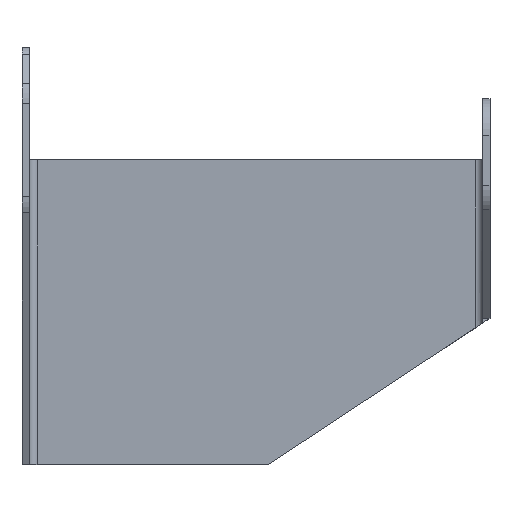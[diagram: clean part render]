
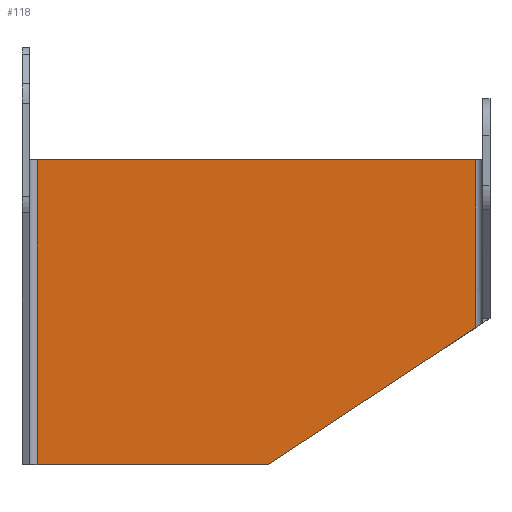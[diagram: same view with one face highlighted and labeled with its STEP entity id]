
A CAD part, top view. The second image highlights one B-rep face of the part: STEP entity #118.
In plain terms, the highlighted planar face has unit normal (-0.054, 0, 0.999).
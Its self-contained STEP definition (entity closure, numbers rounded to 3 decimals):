
#118=ADVANCED_FACE('',(#238),#239,.T.);
#238=FACE_OUTER_BOUND('',#353,.T.);
#239=PLANE('',#354);
#353=EDGE_LOOP('',(#644,#645,#646,#647,#648));
#354=AXIS2_PLACEMENT_3D('',#649,#650,#651);
#644=ORIENTED_EDGE('',*,*,#775,.T.);
#645=ORIENTED_EDGE('',*,*,#813,.F.);
#646=ORIENTED_EDGE('',*,*,#814,.F.);
#647=ORIENTED_EDGE('',*,*,#810,.T.);
#648=ORIENTED_EDGE('',*,*,#794,.T.);
#649=CARTESIAN_POINT('',(62258.184,1270.0,-142245.042));
#650=DIRECTION('',(-0.054,0.0,0.999));
#651=DIRECTION('',(-0.999,0.0,-0.054));
#775=EDGE_CURVE('',#948,#949,#950,.T.);
#794=EDGE_CURVE('',#978,#948,#979,.T.);
#810=EDGE_CURVE('',#999,#978,#1000,.T.);
#813=EDGE_CURVE('',#1003,#949,#1004,.T.);
#814=EDGE_CURVE('',#999,#1003,#1005,.T.);
#948=VERTEX_POINT('',#1176);
#949=VERTEX_POINT('',#1177);
#950=LINE('',#1178,#1179);
#978=VERTEX_POINT('',#1218);
#979=LINE('',#1219,#1220);
#999=VERTEX_POINT('',#1247);
#1000=LINE('',#1248,#1249);
#1003=VERTEX_POINT('',#1252);
#1004=LINE('',#1253,#1254);
#1005=LINE('',#1255,#1256);
#1176=CARTESIAN_POINT('',(62381.073,-1905.0,-142238.403));
#1177=CARTESIAN_POINT('',(64544.184,-478.773,-142121.542));
#1178=CARTESIAN_POINT('',(63658.548,-1062.709,-142169.388));
#1179=VECTOR('',#1380,25.4);
#1218=CARTESIAN_POINT('',(59972.184,-1905.0,-142368.541));
#1219=CARTESIAN_POINT('',(59972.184,-1905.0,-142368.541));
#1220=VECTOR('',#1401,25.4);
#1247=CARTESIAN_POINT('',(59972.184,1270.0,-142368.541));
#1248=CARTESIAN_POINT('',(59972.184,1270.0,-142368.541));
#1249=VECTOR('',#1418,25.4);
#1252=CARTESIAN_POINT('',(64544.184,1270.0,-142121.542));
#1253=CARTESIAN_POINT('',(64544.184,1270.0,-142121.542));
#1254=VECTOR('',#1422,25.4);
#1255=CARTESIAN_POINT('',(59972.184,1270.0,-142368.541));
#1256=VECTOR('',#1423,25.4);
#1380=DIRECTION('',(0.834,0.55,0.045));
#1401=DIRECTION('',(0.999,0.0,0.054));
#1418=DIRECTION('',(0.0,-1.0,0.0));
#1422=DIRECTION('',(0.0,-1.0,0.0));
#1423=DIRECTION('',(0.999,0.0,0.054));
